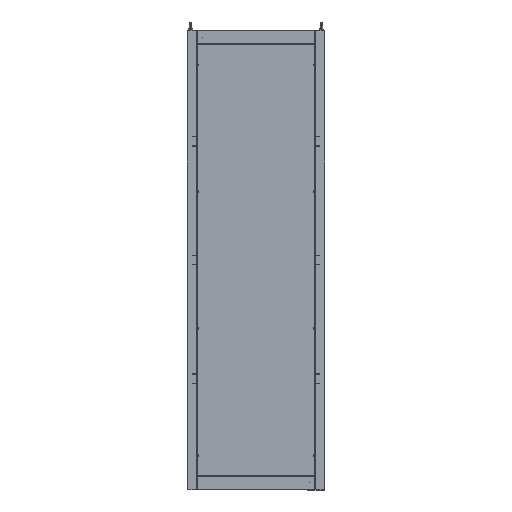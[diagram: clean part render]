
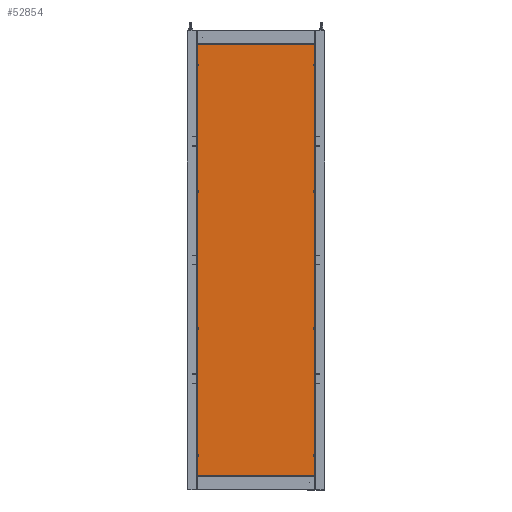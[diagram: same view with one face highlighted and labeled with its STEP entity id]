
A CAD part, top view. The second image highlights one B-rep face of the part: STEP entity #52854.
In plain terms, the highlighted planar face has unit normal (0, 0, 1).
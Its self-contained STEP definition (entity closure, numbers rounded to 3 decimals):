
#2273 = VERTEX_POINT ( 'NONE', #4492 ) ;
#3532 = LINE ( 'NONE', #12154, #28387 ) ;
#4492 = CARTESIAN_POINT ( 'NONE',  ( 2., 2., 0. ) ) ;
#5747 = EDGE_LOOP ( 'NONE', ( #41481, #40571, #6863, #48909 ) ) ;
#6863 = ORIENTED_EDGE ( 'NONE', *, *, #7798, .F. ) ;
#6869 = VERTEX_POINT ( 'NONE', #28372 ) ;
#6876 = CARTESIAN_POINT ( 'NONE',  ( 508.859, 2., 0. ) ) ;
#7798 = EDGE_CURVE ( 'NONE', #11167, #6869, #49437, .T. ) ;
#8264 = EDGE_CURVE ( 'NONE', #6869, #35354, #50412, .T. ) ;
#11167 = VERTEX_POINT ( 'NONE', #42413 ) ;
#11237 = CARTESIAN_POINT ( 'NONE',  ( 1.141, 1876., 0. ) ) ;
#12154 = CARTESIAN_POINT ( 'NONE',  ( 2., 1.141, 0. ) ) ;
#14321 = CARTESIAN_POINT ( 'NONE',  ( 0., 0., 0. ) ) ;
#15699 = DIRECTION ( 'NONE',  ( 1., 0., 0. ) ) ;
#16133 = DIRECTION ( 'NONE',  ( 0., -1., 0. ) ) ;
#17950 = DIRECTION ( 'NONE',  ( 0., 0., -1. ) ) ;
#20382 = VECTOR ( 'NONE', #16133, 1000. ) ;
#21062 = DIRECTION ( 'NONE',  ( 0., 1., 0. ) ) ;
#21246 = DIRECTION ( 'NONE',  ( -1., 0., 0. ) ) ;
#23215 = AXIS2_PLACEMENT_3D ( 'NONE', #14321, #17950, #34930 ) ;
#28106 = CARTESIAN_POINT ( 'NONE',  ( 508., 1876.859, 0. ) ) ;
#28372 = CARTESIAN_POINT ( 'NONE',  ( 508., 1876., 0. ) ) ;
#28387 = VECTOR ( 'NONE', #21062, 1000. ) ;
#29084 = CARTESIAN_POINT ( 'NONE',  ( 508., 2., 0. ) ) ;
#34927 = EDGE_CURVE ( 'NONE', #2273, #11167, #3532, .T. ) ;
#34930 = DIRECTION ( 'NONE',  ( -1., 0., 0. ) ) ;
#35354 = VERTEX_POINT ( 'NONE', #29084 ) ;
#38075 = VECTOR ( 'NONE', #21246, 1000. ) ;
#39925 = PLANE ( 'NONE',  #23215 ) ;
#40571 = ORIENTED_EDGE ( 'NONE', *, *, #8264, .F. ) ;
#41481 = ORIENTED_EDGE ( 'NONE', *, *, #48604, .F. ) ;
#42413 = CARTESIAN_POINT ( 'NONE',  ( 2., 1876., 0. ) ) ;
#45041 = LINE ( 'NONE', #6876, #38075 ) ;
#47322 = VECTOR ( 'NONE', #15699, 1000. ) ;
#48604 = EDGE_CURVE ( 'NONE', #35354, #2273, #45041, .T. ) ;
#48909 = ORIENTED_EDGE ( 'NONE', *, *, #34927, .F. ) ;
#49437 = LINE ( 'NONE', #11237, #47322 ) ;
#50412 = LINE ( 'NONE', #28106, #20382 ) ;
#52506 = FACE_OUTER_BOUND ( 'NONE', #5747, .T. ) ;
#52854 = ADVANCED_FACE ( 'NONE', ( #52506 ), #39925, .F. ) ;
